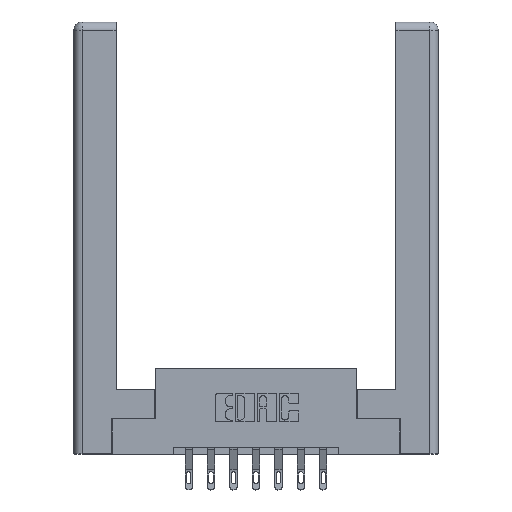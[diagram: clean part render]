
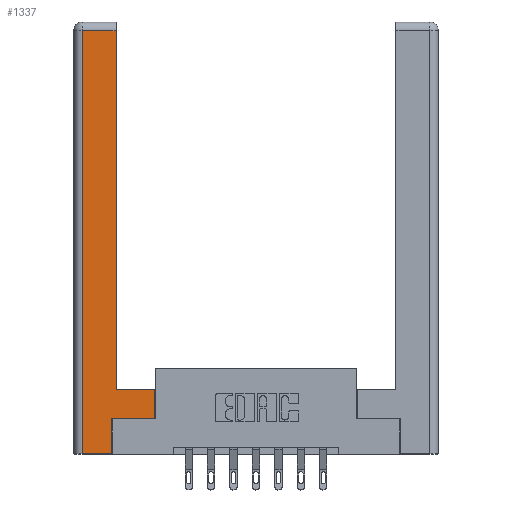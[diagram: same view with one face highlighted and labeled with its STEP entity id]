
A CAD part, top view. The second image highlights one B-rep face of the part: STEP entity #1337.
In plain terms, the highlighted planar face has unit normal (0, 0, 1).
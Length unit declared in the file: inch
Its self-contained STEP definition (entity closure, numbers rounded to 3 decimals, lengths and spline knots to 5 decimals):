
#80 = DIRECTION ( 'NONE',  ( -1., 0., 0. ) ) ;
#144 = CARTESIAN_POINT ( 'NONE',  ( 0.295, 0.45, 0. ) ) ;
#316 = LINE ( 'NONE', #5708, #3955 ) ;
#386 = VERTEX_POINT ( 'NONE', #11621 ) ;
#440 = CARTESIAN_POINT ( 'NONE',  ( 0.265, 0.245, 0. ) ) ;
#678 = CARTESIAN_POINT ( 'NONE',  ( 0.565, 0.245, 0. ) ) ;
#774 = DIRECTION ( 'NONE',  ( 0., 1., 0. ) ) ;
#815 = EDGE_CURVE ( 'NONE', #3811, #7306, #10317, .T. ) ;
#1014 = DIRECTION ( 'NONE',  ( -1., 0., 0. ) ) ;
#1219 = VERTEX_POINT ( 'NONE', #12186 ) ;
#1337 = ADVANCED_FACE ( 'NONE', ( #9368 ), #9174, .F. ) ;
#1797 = CARTESIAN_POINT ( 'NONE',  ( 0.0615, 0., 0. ) ) ;
#1870 = CARTESIAN_POINT ( 'NONE',  ( 0.265, 0.245, 0. ) ) ;
#3153 = VECTOR ( 'NONE', #11476, 39.37008 ) ;
#3317 = DIRECTION ( 'NONE',  ( 1., 0., 0. ) ) ;
#3478 = VECTOR ( 'NONE', #4010, 39.37008 ) ;
#3570 = CARTESIAN_POINT ( 'NONE',  ( 0.265, 0., 0. ) ) ;
#3643 = VECTOR ( 'NONE', #1014, 39.37008 ) ;
#3805 = CARTESIAN_POINT ( 'NONE',  ( 0.0615, 0., 0. ) ) ;
#3811 = VERTEX_POINT ( 'NONE', #12940 ) ;
#3880 = ORIENTED_EDGE ( 'NONE', *, *, #5019, .T. ) ;
#3915 = ORIENTED_EDGE ( 'NONE', *, *, #9484, .T. ) ;
#3955 = VECTOR ( 'NONE', #774, 39.37008 ) ;
#4010 = DIRECTION ( 'NONE',  ( 0., 1., 0. ) ) ;
#4054 = VECTOR ( 'NONE', #8088, 39.37008 ) ;
#4179 = CARTESIAN_POINT ( 'NONE',  ( 0.0615, 2.94, 0. ) ) ;
#4315 = ORIENTED_EDGE ( 'NONE', *, *, #8850, .T. ) ;
#4348 = EDGE_CURVE ( 'NONE', #10429, #12089, #8344, .T. ) ;
#5019 = EDGE_CURVE ( 'NONE', #12089, #1219, #316, .T. ) ;
#5708 = CARTESIAN_POINT ( 'NONE',  ( 0.565, 0.45, 0. ) ) ;
#5749 = ORIENTED_EDGE ( 'NONE', *, *, #8950, .T. ) ;
#5809 = LINE ( 'NONE', #3570, #3153 ) ;
#6302 = VECTOR ( 'NONE', #3317, 39.37008 ) ;
#6902 = CARTESIAN_POINT ( 'NONE',  ( 0.295, 2.94, 0. ) ) ;
#7039 = LINE ( 'NONE', #4179, #9261 ) ;
#7049 = LINE ( 'NONE', #1870, #3478 ) ;
#7306 = VERTEX_POINT ( 'NONE', #3805 ) ;
#7350 = VECTOR ( 'NONE', #12592, 39.37008 ) ;
#7434 = VERTEX_POINT ( 'NONE', #144 ) ;
#7543 = ORIENTED_EDGE ( 'NONE', *, *, #815, .T. ) ;
#7686 = CARTESIAN_POINT ( 'NONE',  ( 0.565, 0.245, 0. ) ) ;
#8088 = DIRECTION ( 'NONE',  ( 0., -1., 0. ) ) ;
#8189 = CARTESIAN_POINT ( 'NONE',  ( 0.295, 0.45, 0. ) ) ;
#8344 = LINE ( 'NONE', #678, #6302 ) ;
#8682 = CARTESIAN_POINT ( 'NONE',  ( 0.295, 3., 0. ) ) ;
#8850 = EDGE_CURVE ( 'NONE', #7306, #386, #5809, .T. ) ;
#8950 = EDGE_CURVE ( 'NONE', #1219, #7434, #12075, .T. ) ;
#9102 = VERTEX_POINT ( 'NONE', #6902 ) ;
#9174 = PLANE ( 'NONE',  #12666 ) ;
#9205 = EDGE_CURVE ( 'NONE', #386, #10429, #7049, .T. ) ;
#9261 = VECTOR ( 'NONE', #80, 39.37008 ) ;
#9279 = CARTESIAN_POINT ( 'NONE',  ( 0., 0., 0. ) ) ;
#9368 = FACE_OUTER_BOUND ( 'NONE', #11462, .T. ) ;
#9415 = DIRECTION ( 'NONE',  ( -1., 0., 0. ) ) ;
#9484 = EDGE_CURVE ( 'NONE', #9102, #3811, #7039, .T. ) ;
#9921 = ORIENTED_EDGE ( 'NONE', *, *, #4348, .T. ) ;
#10299 = ORIENTED_EDGE ( 'NONE', *, *, #10576, .T. ) ;
#10317 = LINE ( 'NONE', #1797, #4054 ) ;
#10429 = VERTEX_POINT ( 'NONE', #440 ) ;
#10475 = ORIENTED_EDGE ( 'NONE', *, *, #9205, .T. ) ;
#10576 = EDGE_CURVE ( 'NONE', #7434, #9102, #12647, .T. ) ;
#11275 = DIRECTION ( 'NONE',  ( 0., 0., -1. ) ) ;
#11462 = EDGE_LOOP ( 'NONE', ( #10299, #3915, #7543, #4315, #10475, #9921, #3880, #5749 ) ) ;
#11476 = DIRECTION ( 'NONE',  ( 1., 0., 0. ) ) ;
#11621 = CARTESIAN_POINT ( 'NONE',  ( 0.265, 0., 0. ) ) ;
#12075 = LINE ( 'NONE', #8189, #3643 ) ;
#12089 = VERTEX_POINT ( 'NONE', #7686 ) ;
#12186 = CARTESIAN_POINT ( 'NONE',  ( 0.565, 0.45, 0. ) ) ;
#12592 = DIRECTION ( 'NONE',  ( 0., 1., 0. ) ) ;
#12647 = LINE ( 'NONE', #8682, #7350 ) ;
#12666 = AXIS2_PLACEMENT_3D ( 'NONE', #9279, #11275, #9415 ) ;
#12940 = CARTESIAN_POINT ( 'NONE',  ( 0.0615, 2.94, 0. ) ) ;
